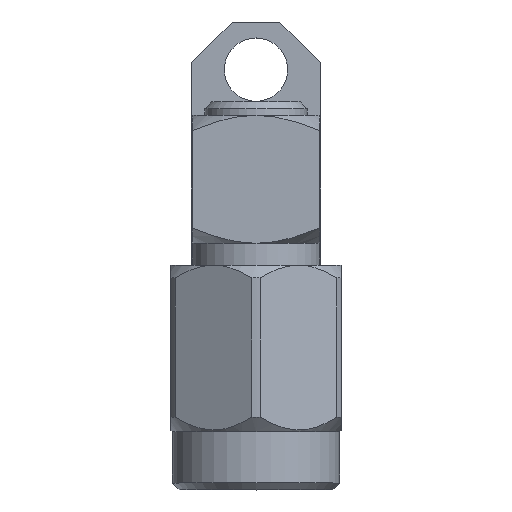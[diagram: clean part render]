
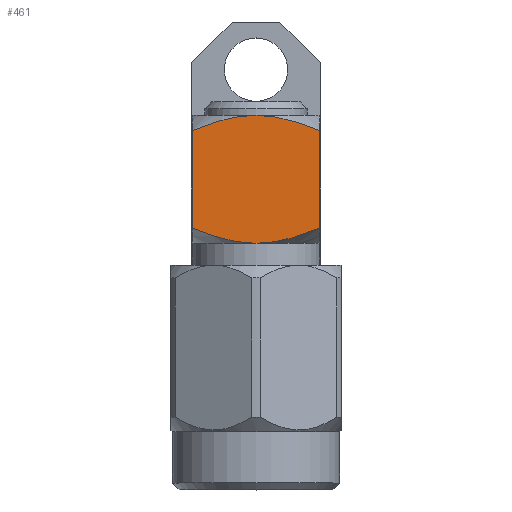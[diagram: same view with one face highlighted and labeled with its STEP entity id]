
A CAD part, top view. The second image highlights one B-rep face of the part: STEP entity #461.
In plain terms, the highlighted face is planar.
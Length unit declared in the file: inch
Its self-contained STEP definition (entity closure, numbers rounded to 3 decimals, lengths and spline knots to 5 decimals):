
#98 = CARTESIAN_POINT ( 'NONE',  ( 0.37834, 0.094, -0.07896 ) ) ;
#127 = CARTESIAN_POINT ( 'NONE',  ( 0.362, 0.094, -0.00809 ) ) ;
#158 = CARTESIAN_POINT ( 'NONE',  ( 0.36665, 0.094, -0.04033 ) ) ;
#239 = B_SPLINE_CURVE_WITH_KNOTS ( 'NONE', 3,
 ( #5127, #127, #2157, #6227, #158, #6131, #98, #6192 ),
 .UNSPECIFIED., .F., .F.,
 ( 4, 2, 2, 4 ),
 ( 0.008, 0.00862, 0.00924, 0.01048 ),
 .UNSPECIFIED. ) ;
#257 = CARTESIAN_POINT ( 'NONE',  ( 0.55, 0.094, 0. ) ) ;
#273 = ORIENTED_EDGE ( 'NONE', *, *, #4035, .T. ) ;
#384 = CARTESIAN_POINT ( 'NONE',  ( 0.37279, 0.094, 0.06374 ) ) ;
#395 = EDGE_CURVE ( 'NONE', #3491, #844, #560, .T. ) ;
#461 = ADVANCED_FACE ( 'NONE', ( #2714 ), #4597, .F. ) ;
#499 = DIRECTION ( 'NONE',  ( -1., 0., 0. ) ) ;
#555 = CARTESIAN_POINT ( 'NONE',  ( 0.52752, 0.094, -0.094 ) ) ;
#560 = LINE ( 'NONE', #5184, #4005 ) ;
#823 = AXIS2_PLACEMENT_3D ( 'NONE', #5651, #4628, #1058 ) ;
#844 = VERTEX_POINT ( 'NONE', #982 ) ;
#886 = VERTEX_POINT ( 'NONE', #2025 ) ;
#891 = ORIENTED_EDGE ( 'NONE', *, *, #5075, .F. ) ;
#897 = VERTEX_POINT ( 'NONE', #4062 ) ;
#932 = CARTESIAN_POINT ( 'NONE',  ( 0.38448, 0.094, -0.094 ) ) ;
#982 = CARTESIAN_POINT ( 'NONE',  ( 0.38448, 0.094, 0.094 ) ) ;
#1026 = LINE ( 'NONE', #1059, #4266 ) ;
#1058 = DIRECTION ( 'NONE',  ( 1., 0., 0. ) ) ;
#1059 = CARTESIAN_POINT ( 'NONE',  ( 0.362, 0.094, -0.094 ) ) ;
#1437 = CARTESIAN_POINT ( 'NONE',  ( 0.362, 0.094, 0.01617 ) ) ;
#1446 = CARTESIAN_POINT ( 'NONE',  ( 0.53365, 0.094, -0.07898 ) ) ;
#1917 = CARTESIAN_POINT ( 'NONE',  ( 0.38448, 0.094, 0.094 ) ) ;
#1931 = CARTESIAN_POINT ( 'NONE',  ( 0.54535, 0.094, 0.04033 ) ) ;
#1965 = CARTESIAN_POINT ( 'NONE',  ( 0.54937, 0.094, 0.0163 ) ) ;
#2025 = CARTESIAN_POINT ( 'NONE',  ( 0.52752, 0.094, -0.094 ) ) ;
#2043 = EDGE_LOOP ( 'NONE', ( #891, #273, #2884, #4446, #6218, #6087 ) ) ;
#2087 = B_SPLINE_CURVE_WITH_KNOTS ( 'NONE', 3,
 ( #555, #1446, #5993, #4964, #5060, #5523 ),
 .UNSPECIFIED., .F., .F.,
 ( 4, 2, 4 ),
 ( 0.00553, 0.00676, 0.008 ),
 .UNSPECIFIED. ) ;
#2157 = CARTESIAN_POINT ( 'NONE',  ( 0.36263, 0.094, -0.0163 ) ) ;
#2477 = CARTESIAN_POINT ( 'NONE',  ( 0.52752, 0.094, 0.094 ) ) ;
#2714 = FACE_OUTER_BOUND ( 'NONE', #2043, .T. ) ;
#2884 = ORIENTED_EDGE ( 'NONE', *, *, #6401, .F. ) ;
#2984 = VERTEX_POINT ( 'NONE', #932 ) ;
#3491 = VERTEX_POINT ( 'NONE', #2477 ) ;
#3849 = EDGE_CURVE ( 'NONE', #897, #3491, #4754, .T. ) ;
#4005 = VECTOR ( 'NONE', #5093, 39.37008 ) ;
#4035 = EDGE_CURVE ( 'NONE', #886, #2984, #1026, .T. ) ;
#4062 = CARTESIAN_POINT ( 'NONE',  ( 0.55, 0.094, 0. ) ) ;
#4225 = EDGE_CURVE ( 'NONE', #844, #6279, #5788, .T. ) ;
#4266 = VECTOR ( 'NONE', #499, 39.37008 ) ;
#4407 = CARTESIAN_POINT ( 'NONE',  ( 0.52752, 0.094, 0.094 ) ) ;
#4446 = ORIENTED_EDGE ( 'NONE', *, *, #4225, .F. ) ;
#4458 = CARTESIAN_POINT ( 'NONE',  ( 0.362, 0.094, 0. ) ) ;
#4509 = CARTESIAN_POINT ( 'NONE',  ( 0.362, 0.094, 0. ) ) ;
#4597 = PLANE ( 'NONE',  #823 ) ;
#4628 = DIRECTION ( 'NONE',  ( 0., -1., 0. ) ) ;
#4754 = B_SPLINE_CURVE_WITH_KNOTS ( 'NONE', 3,
 ( #257, #5849, #1965, #6362, #1931, #5396, #6396, #4407 ),
 .UNSPECIFIED., .F., .F.,
 ( 4, 2, 2, 4 ),
 ( 0.008, 0.00862, 0.00924, 0.01048 ),
 .UNSPECIFIED. ) ;
#4956 = CARTESIAN_POINT ( 'NONE',  ( 0.37835, 0.094, 0.07898 ) ) ;
#4964 = CARTESIAN_POINT ( 'NONE',  ( 0.54749, 0.094, -0.03216 ) ) ;
#5060 = CARTESIAN_POINT ( 'NONE',  ( 0.55, 0.094, -0.01617 ) ) ;
#5075 = EDGE_CURVE ( 'NONE', #886, #897, #2087, .T. ) ;
#5093 = DIRECTION ( 'NONE',  ( -1., 0., 0. ) ) ;
#5127 = CARTESIAN_POINT ( 'NONE',  ( 0.362, 0.094, 0. ) ) ;
#5184 = CARTESIAN_POINT ( 'NONE',  ( 0.362, 0.094, 0.094 ) ) ;
#5396 = CARTESIAN_POINT ( 'NONE',  ( 0.53919, 0.094, 0.06375 ) ) ;
#5413 = CARTESIAN_POINT ( 'NONE',  ( 0.36451, 0.094, 0.03216 ) ) ;
#5523 = CARTESIAN_POINT ( 'NONE',  ( 0.55, 0.094, 0. ) ) ;
#5651 = CARTESIAN_POINT ( 'NONE',  ( 0.362, 0.094, 0.094 ) ) ;
#5788 = B_SPLINE_CURVE_WITH_KNOTS ( 'NONE', 3,
 ( #1917, #4956, #384, #5413, #1437, #4458 ),
 .UNSPECIFIED., .F., .F.,
 ( 4, 2, 4 ),
 ( 0.00553, 0.00676, 0.008 ),
 .UNSPECIFIED. ) ;
#5849 = CARTESIAN_POINT ( 'NONE',  ( 0.55, 0.094, 0.00809 ) ) ;
#5993 = CARTESIAN_POINT ( 'NONE',  ( 0.53921, 0.094, -0.06374 ) ) ;
#6087 = ORIENTED_EDGE ( 'NONE', *, *, #3849, .F. ) ;
#6131 = CARTESIAN_POINT ( 'NONE',  ( 0.37281, 0.094, -0.06375 ) ) ;
#6192 = CARTESIAN_POINT ( 'NONE',  ( 0.38448, 0.094, -0.094 ) ) ;
#6218 = ORIENTED_EDGE ( 'NONE', *, *, #395, .F. ) ;
#6227 = CARTESIAN_POINT ( 'NONE',  ( 0.36496, 0.094, -0.03242 ) ) ;
#6279 = VERTEX_POINT ( 'NONE', #4509 ) ;
#6362 = CARTESIAN_POINT ( 'NONE',  ( 0.54704, 0.094, 0.03242 ) ) ;
#6396 = CARTESIAN_POINT ( 'NONE',  ( 0.53366, 0.094, 0.07896 ) ) ;
#6401 = EDGE_CURVE ( 'NONE', #6279, #2984, #239, .T. ) ;
